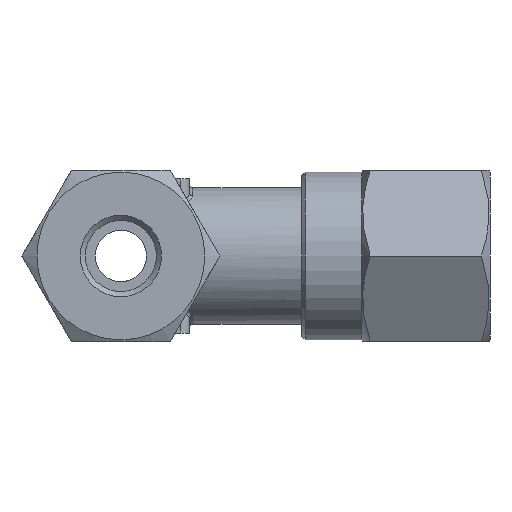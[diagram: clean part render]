
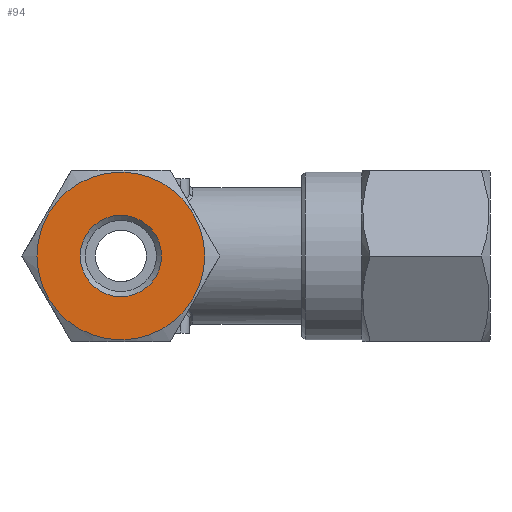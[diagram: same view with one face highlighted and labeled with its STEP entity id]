
A CAD part, left-side view. The second image highlights one B-rep face of the part: STEP entity #94.
In plain terms, the highlighted planar face has unit normal (-1, 0, 0).
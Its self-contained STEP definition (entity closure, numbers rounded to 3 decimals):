
#94 = ADVANCED_FACE( 'NONE', ( #236, #237 ), #238, .F. );
#236 = FACE_OUTER_BOUND( '', #535, .T. );
#237 = FACE_BOUND( '', #536, .T. );
#238 = PLANE( '', #537 );
#535 = EDGE_LOOP( '', ( #1293 ) );
#536 = EDGE_LOOP( '', ( #1294 ) );
#537 = AXIS2_PLACEMENT_3D( '', #1295, #1296, #1297 );
#1293 = ORIENTED_EDGE( '', *, *, #1921, .T. );
#1294 = ORIENTED_EDGE( '', *, *, #1993, .T. );
#1295 = CARTESIAN_POINT( '', ( -21.559, 4.9, 0. ) );
#1296 = DIRECTION( '', ( 1., 0., 0. ) );
#1297 = DIRECTION( '', ( 0., 1., 0. ) );
#1921 = EDGE_CURVE( 'NONE', #2203, #2203, #2204, .T. );
#1993 = EDGE_CURVE( 'NONE', #2336, #2336, #2337, .T. );
#2203 = VERTEX_POINT( '', #2963 );
#2204 = CIRCLE( '', #2964, 4.9 );
#2336 = VERTEX_POINT( '', #3555 );
#2337 = CIRCLE( '', #3556, 2.375 );
#2963 = CARTESIAN_POINT( '', ( -21.559, 0., 4.9 ) );
#2964 = AXIS2_PLACEMENT_3D( '', #4064, #4065, #4066 );
#3555 = CARTESIAN_POINT( '', ( -21.559, 0., -2.375 ) );
#3556 = AXIS2_PLACEMENT_3D( '', #4131, #4132, #4133 );
#4064 = CARTESIAN_POINT( '', ( -21.559, 0., 0. ) );
#4065 = DIRECTION( '', ( -1., 0., 0. ) );
#4066 = DIRECTION( '', ( 0., 0., 1. ) );
#4131 = CARTESIAN_POINT( '', ( -21.559, 0., 0. ) );
#4132 = DIRECTION( '', ( 1., 0., 0. ) );
#4133 = DIRECTION( '', ( 0., 0., -1. ) );
